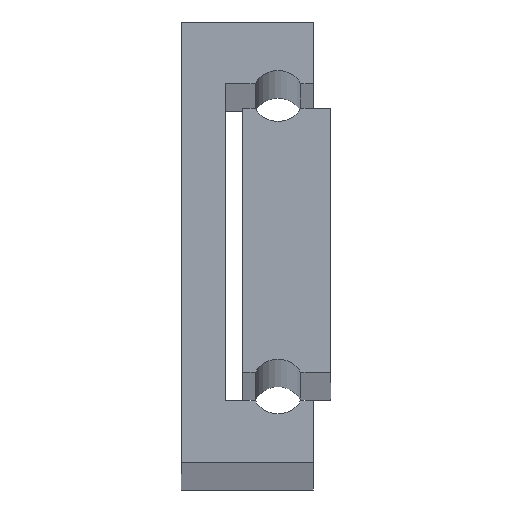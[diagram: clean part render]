
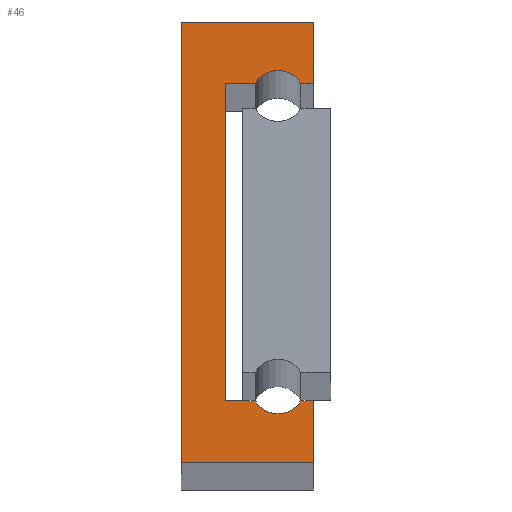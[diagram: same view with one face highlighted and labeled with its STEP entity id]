
A CAD part, top view. The second image highlights one B-rep face of the part: STEP entity #46.
In plain terms, the highlighted planar face has unit normal (0, 0, 1).
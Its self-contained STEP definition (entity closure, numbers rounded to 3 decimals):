
#40 = CARTESIAN_POINT ( 'NONE',  ( 13.598, 43., 900. ) ) ;
#46 = ADVANCED_FACE ( 'NONE', ( #343 ), #164, .F. ) ;
#49 = CARTESIAN_POINT ( 'NONE',  ( 5., 7., 900. ) ) ;
#57 = DIRECTION ( 'NONE',  ( -1., 0., 0. ) ) ;
#60 = VECTOR ( 'NONE', #1087, 1000. ) ;
#66 = EDGE_CURVE ( 'NONE', #563, #1248, #885, .T. ) ;
#96 = EDGE_LOOP ( 'NONE', ( #667, #494, #902, #737, #1109, #1551, #1712, #1558, #1149, #690, #1751, #1868 ) ) ;
#97 = CARTESIAN_POINT ( 'NONE',  ( 15., 0., 900. ) ) ;
#102 = CARTESIAN_POINT ( 'NONE',  ( 0., 0., 900. ) ) ;
#144 = CARTESIAN_POINT ( 'NONE',  ( 8.402, 43., 900. ) ) ;
#149 = VECTOR ( 'NONE', #1471, 1000. ) ;
#162 = VERTEX_POINT ( 'NONE', #472 ) ;
#164 = PLANE ( 'NONE',  #1539 ) ;
#171 = DIRECTION ( 'NONE',  ( -1., 0., 0. ) ) ;
#183 = LINE ( 'NONE', #621, #1025 ) ;
#189 = CARTESIAN_POINT ( 'NONE',  ( 11., 41.5, 900. ) ) ;
#190 = VECTOR ( 'NONE', #1321, 1000. ) ;
#195 = CARTESIAN_POINT ( 'NONE',  ( 8.402, 7., 900. ) ) ;
#204 = EDGE_CURVE ( 'NONE', #632, #1207, #912, .T. ) ;
#313 = EDGE_CURVE ( 'NONE', #1248, #1675, #630, .T. ) ;
#343 = FACE_OUTER_BOUND ( 'NONE', #96, .T. ) ;
#370 = VERTEX_POINT ( 'NONE', #49 ) ;
#381 = EDGE_CURVE ( 'NONE', #1586, #1608, #1721, .T. ) ;
#384 = LINE ( 'NONE', #1605, #190 ) ;
#387 = EDGE_CURVE ( 'NONE', #1317, #370, #968, .T. ) ;
#431 = CARTESIAN_POINT ( 'NONE',  ( 8.402, 7., 900. ) ) ;
#440 = CARTESIAN_POINT ( 'NONE',  ( 8.402, 43., 900. ) ) ;
#455 = LINE ( 'NONE', #785, #60 ) ;
#472 = CARTESIAN_POINT ( 'NONE',  ( 0., 50., 900. ) ) ;
#494 = ORIENTED_EDGE ( 'NONE', *, *, #66, .T. ) ;
#498 = EDGE_CURVE ( 'NONE', #370, #1947, #455, .T. ) ;
#533 = EDGE_CURVE ( 'NONE', #1947, #632, #1530, .T. ) ;
#563 = VERTEX_POINT ( 'NONE', #1626 ) ;
#595 = DIRECTION ( 'NONE',  ( 1., 0., 0. ) ) ;
#606 = DIRECTION ( 'NONE',  ( 0., 1., 0. ) ) ;
#621 = CARTESIAN_POINT ( 'NONE',  ( 15., 7., 900. ) ) ;
#630 = LINE ( 'NONE', #1972, #946 ) ;
#632 = VERTEX_POINT ( 'NONE', #440 ) ;
#639 = CARTESIAN_POINT ( 'NONE',  ( 5., 43., 900. ) ) ;
#667 = ORIENTED_EDGE ( 'NONE', *, *, #1367, .T. ) ;
#670 = DIRECTION ( 'NONE',  ( 0., 0., -1. ) ) ;
#690 = ORIENTED_EDGE ( 'NONE', *, *, #1639, .T. ) ;
#692 = VECTOR ( 'NONE', #595, 1000. ) ;
#716 = CARTESIAN_POINT ( 'NONE',  ( 15., 50., 900. ) ) ;
#737 = ORIENTED_EDGE ( 'NONE', *, *, #774, .T. ) ;
#757 = EDGE_CURVE ( 'NONE', #1608, #162, #1320, .T. ) ;
#774 = EDGE_CURVE ( 'NONE', #1675, #1125, #183, .T. ) ;
#785 = CARTESIAN_POINT ( 'NONE',  ( 5., 7., 900. ) ) ;
#814 = DIRECTION ( 'NONE',  ( 0., 0., -1. ) ) ;
#885 = LINE ( 'NONE', #102, #1603 ) ;
#893 = DIRECTION ( 'NONE',  ( -1., 0., 0. ) ) ;
#902 = ORIENTED_EDGE ( 'NONE', *, *, #313, .T. ) ;
#912 = CIRCLE ( 'NONE', #1895, 3. ) ;
#913 = DIRECTION ( 'NONE',  ( 0., 0., -1. ) ) ;
#946 = VECTOR ( 'NONE', #606, 1000. ) ;
#968 = LINE ( 'NONE', #195, #149 ) ;
#986 = DIRECTION ( 'NONE',  ( 1., 0., 0. ) ) ;
#1025 = VECTOR ( 'NONE', #171, 1000. ) ;
#1030 = VECTOR ( 'NONE', #1567, 1000. ) ;
#1039 = CARTESIAN_POINT ( 'NONE',  ( 15., 7., 900. ) ) ;
#1087 = DIRECTION ( 'NONE',  ( 0., 1., 0. ) ) ;
#1109 = ORIENTED_EDGE ( 'NONE', *, *, #1418, .T. ) ;
#1125 = VERTEX_POINT ( 'NONE', #1888 ) ;
#1136 = LINE ( 'NONE', #1741, #1855 ) ;
#1149 = ORIENTED_EDGE ( 'NONE', *, *, #204, .T. ) ;
#1188 = VECTOR ( 'NONE', #57, 1000. ) ;
#1207 = VERTEX_POINT ( 'NONE', #40 ) ;
#1245 = AXIS2_PLACEMENT_3D ( 'NONE', #1830, #814, #1358 ) ;
#1248 = VERTEX_POINT ( 'NONE', #97 ) ;
#1263 = DIRECTION ( 'NONE',  ( -1., 0., 0. ) ) ;
#1275 = CARTESIAN_POINT ( 'NONE',  ( 0., 50., 900. ) ) ;
#1285 = CARTESIAN_POINT ( 'NONE',  ( 15., 43., 900. ) ) ;
#1317 = VERTEX_POINT ( 'NONE', #431 ) ;
#1320 = LINE ( 'NONE', #1275, #1188 ) ;
#1321 = DIRECTION ( 'NONE',  ( 0., -1., 0. ) ) ;
#1358 = DIRECTION ( 'NONE',  ( 1., 0., 0. ) ) ;
#1367 = EDGE_CURVE ( 'NONE', #162, #563, #384, .T. ) ;
#1408 = CIRCLE ( 'NONE', #1245, 3. ) ;
#1418 = EDGE_CURVE ( 'NONE', #1125, #1317, #1408, .T. ) ;
#1471 = DIRECTION ( 'NONE',  ( -1., 0., 0. ) ) ;
#1530 = LINE ( 'NONE', #144, #692 ) ;
#1539 = AXIS2_PLACEMENT_3D ( 'NONE', #189, #670, #1263 ) ;
#1551 = ORIENTED_EDGE ( 'NONE', *, *, #387, .T. ) ;
#1558 = ORIENTED_EDGE ( 'NONE', *, *, #533, .T. ) ;
#1567 = DIRECTION ( 'NONE',  ( 0., 1., 0. ) ) ;
#1586 = VERTEX_POINT ( 'NONE', #1285 ) ;
#1603 = VECTOR ( 'NONE', #1620, 1000. ) ;
#1605 = CARTESIAN_POINT ( 'NONE',  ( 0., 0., 900. ) ) ;
#1608 = VERTEX_POINT ( 'NONE', #716 ) ;
#1620 = DIRECTION ( 'NONE',  ( 1., 0., 0. ) ) ;
#1626 = CARTESIAN_POINT ( 'NONE',  ( 0., 0., 900. ) ) ;
#1639 = EDGE_CURVE ( 'NONE', #1207, #1586, #1136, .T. ) ;
#1675 = VERTEX_POINT ( 'NONE', #1039 ) ;
#1712 = ORIENTED_EDGE ( 'NONE', *, *, #498, .T. ) ;
#1721 = LINE ( 'NONE', #1879, #1030 ) ;
#1741 = CARTESIAN_POINT ( 'NONE',  ( 15., 43., 900. ) ) ;
#1751 = ORIENTED_EDGE ( 'NONE', *, *, #381, .T. ) ;
#1816 = CARTESIAN_POINT ( 'NONE',  ( 11., 41.5, 900. ) ) ;
#1830 = CARTESIAN_POINT ( 'NONE',  ( 11., 8.5, 900. ) ) ;
#1855 = VECTOR ( 'NONE', #986, 1000. ) ;
#1868 = ORIENTED_EDGE ( 'NONE', *, *, #757, .T. ) ;
#1879 = CARTESIAN_POINT ( 'NONE',  ( 15., 50., 900. ) ) ;
#1888 = CARTESIAN_POINT ( 'NONE',  ( 13.598, 7., 900. ) ) ;
#1895 = AXIS2_PLACEMENT_3D ( 'NONE', #1816, #913, #893 ) ;
#1947 = VERTEX_POINT ( 'NONE', #639 ) ;
#1972 = CARTESIAN_POINT ( 'NONE',  ( 15., 0., 900. ) ) ;
